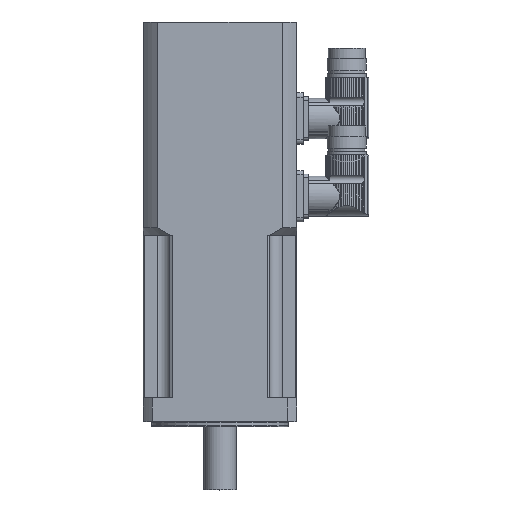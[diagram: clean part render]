
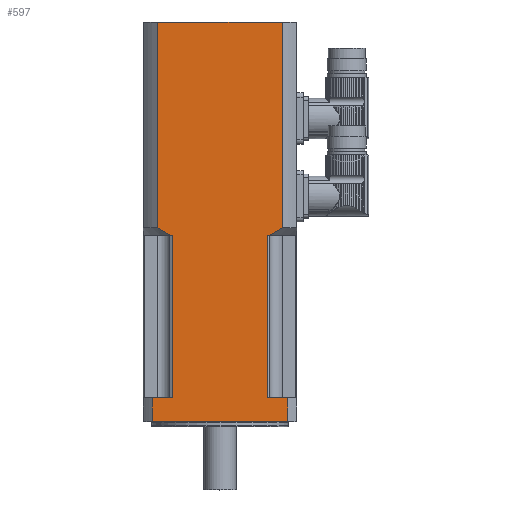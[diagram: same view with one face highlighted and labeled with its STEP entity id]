
A CAD part, top view. The second image highlights one B-rep face of the part: STEP entity #597.
In plain terms, the highlighted planar face has unit normal (0, 0, 1).
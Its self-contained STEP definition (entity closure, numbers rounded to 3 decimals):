
#597=ADVANCED_FACE('',(#907),#847,.T.);
#847=PLANE('',#4588);
#907=FACE_OUTER_BOUND('',#1141,.T.);
#1141=EDGE_LOOP('',(#1633,#1634,#1635,#1636,#1637,#1638,#1639,#1640,#1641,
#1642,#1643,#1644,#1645,#1646));
#1433=B_SPLINE_CURVE_WITH_KNOTS('',3,(#6489,#6490,#6491,#6492),.UNSPECIFIED.,
.F.,.F.,(4,4),(0.,1.),.UNSPECIFIED.);
#1434=B_SPLINE_CURVE_WITH_KNOTS('',3,(#6512,#6513,#6514,#6515),.UNSPECIFIED.,
.F.,.F.,(4,4),(0.,1.),.UNSPECIFIED.);
#1633=ORIENTED_EDGE('',*,*,#3423,.T.);
#1634=ORIENTED_EDGE('',*,*,#3424,.T.);
#1635=ORIENTED_EDGE('',*,*,#3425,.T.);
#1636=ORIENTED_EDGE('',*,*,#3426,.F.);
#1637=ORIENTED_EDGE('',*,*,#3427,.T.);
#1638=ORIENTED_EDGE('',*,*,#3428,.F.);
#1639=ORIENTED_EDGE('',*,*,#3429,.F.);
#1640=ORIENTED_EDGE('',*,*,#3430,.F.);
#1641=ORIENTED_EDGE('',*,*,#3431,.T.);
#1642=ORIENTED_EDGE('',*,*,#3432,.F.);
#1643=ORIENTED_EDGE('',*,*,#3433,.T.);
#1644=ORIENTED_EDGE('',*,*,#3434,.T.);
#1645=ORIENTED_EDGE('',*,*,#3435,.T.);
#1646=ORIENTED_EDGE('',*,*,#3436,.F.);
#2967=VERTEX_POINT('',#6487);
#2968=VERTEX_POINT('',#6488);
#2969=VERTEX_POINT('',#6493);
#2970=VERTEX_POINT('',#6495);
#2971=VERTEX_POINT('',#6497);
#2972=VERTEX_POINT('',#6499);
#2973=VERTEX_POINT('',#6501);
#2974=VERTEX_POINT('',#6503);
#2975=VERTEX_POINT('',#6505);
#2976=VERTEX_POINT('',#6507);
#2977=VERTEX_POINT('',#6509);
#2978=VERTEX_POINT('',#6511);
#2979=VERTEX_POINT('',#6516);
#2980=VERTEX_POINT('',#6518);
#3423=EDGE_CURVE('',#2967,#2968,#4076,.T.);
#3424=EDGE_CURVE('',#2968,#2969,#1433,.T.);
#3425=EDGE_CURVE('',#2969,#2970,#4077,.T.);
#3426=EDGE_CURVE('',#2971,#2970,#4078,.T.);
#3427=EDGE_CURVE('',#2971,#2972,#4079,.T.);
#3428=EDGE_CURVE('',#2973,#2972,#4080,.T.);
#3429=EDGE_CURVE('',#2974,#2973,#4081,.T.);
#3430=EDGE_CURVE('',#2975,#2974,#4082,.T.);
#3431=EDGE_CURVE('',#2975,#2976,#4083,.T.);
#3432=EDGE_CURVE('',#2977,#2976,#4084,.T.);
#3433=EDGE_CURVE('',#2977,#2978,#4085,.T.);
#3434=EDGE_CURVE('',#2978,#2979,#1434,.T.);
#3435=EDGE_CURVE('',#2979,#2980,#4086,.T.);
#3436=EDGE_CURVE('',#2967,#2980,#4087,.T.);
#4076=LINE('',#6486,#4348);
#4077=LINE('',#6494,#4349);
#4078=LINE('',#6496,#4350);
#4079=LINE('',#6498,#4351);
#4080=LINE('',#6500,#4352);
#4081=LINE('',#6502,#4353);
#4082=LINE('',#6504,#4354);
#4083=LINE('',#6506,#4355);
#4084=LINE('',#6508,#4356);
#4085=LINE('',#6510,#4357);
#4086=LINE('',#6517,#4358);
#4087=LINE('',#6519,#4359);
#4348=VECTOR('',#5144,1.);
#4349=VECTOR('',#5145,1.);
#4350=VECTOR('',#5146,1.);
#4351=VECTOR('',#5147,1.);
#4352=VECTOR('',#5148,1.);
#4353=VECTOR('',#5149,1.);
#4354=VECTOR('',#5150,1.);
#4355=VECTOR('',#5151,1.);
#4356=VECTOR('',#5152,1.);
#4357=VECTOR('',#5153,1.);
#4358=VECTOR('',#5154,1.);
#4359=VECTOR('',#5155,1.);
#4588=AXIS2_PLACEMENT_3D('',#6520,#5156,#5157);
#5144=DIRECTION('',(0.,-1.,0.));
#5145=DIRECTION('',(1.,0.,0.));
#5146=DIRECTION('',(0.,1.,0.));
#5147=DIRECTION('',(-1.,0.,0.));
#5148=DIRECTION('',(0.,1.,0.));
#5149=DIRECTION('',(-1.,0.,0.));
#5150=DIRECTION('',(0.,-1.,0.));
#5151=DIRECTION('',(-1.,0.,0.));
#5152=DIRECTION('',(0.,-1.,0.));
#5153=DIRECTION('',(1.,0.,0.));
#5154=DIRECTION('',(0.,1.,0.));
#5155=DIRECTION('',(1.,0.,0.));
#5156=DIRECTION('',(0.,0.,1.));
#5157=DIRECTION('',(1.,0.,0.));
#6486=CARTESIAN_POINT('',(-26.592,106.,55.));
#6487=CARTESIAN_POINT('',(-26.592,233.5,55.));
#6488=CARTESIAN_POINT('',(-26.592,113.,55.));
#6489=CARTESIAN_POINT('',(-26.592,113.,55.));
#6490=CARTESIAN_POINT('',(-24.087,111.42,55.));
#6491=CARTESIAN_POINT('',(-21.541,109.909,55.));
#6492=CARTESIAN_POINT('',(-18.935,108.5,55.));
#6493=CARTESIAN_POINT('',(-18.935,108.5,55.));
#6494=CARTESIAN_POINT('',(-35.,108.5,55.));
#6495=CARTESIAN_POINT('',(-18.,108.5,55.));
#6496=CARTESIAN_POINT('',(-18.,108.5,55.));
#6497=CARTESIAN_POINT('',(-18.,13.5,55.));
#6498=CARTESIAN_POINT('',(10.,13.5,55.));
#6499=CARTESIAN_POINT('',(-29.686,13.5,55.));
#6500=CARTESIAN_POINT('',(-29.686,-0.5,55.));
#6501=CARTESIAN_POINT('',(-29.686,-0.5,55.));
#6502=CARTESIAN_POINT('',(10.,-0.5,55.));
#6503=CARTESIAN_POINT('',(49.686,-0.5,55.));
#6504=CARTESIAN_POINT('',(49.686,-0.5,55.));
#6505=CARTESIAN_POINT('',(49.686,13.5,55.));
#6506=CARTESIAN_POINT('',(10.,13.5,55.));
#6507=CARTESIAN_POINT('',(38.,13.5,55.));
#6508=CARTESIAN_POINT('',(38.,108.5,55.));
#6509=CARTESIAN_POINT('',(38.,108.5,55.));
#6510=CARTESIAN_POINT('',(-35.,108.5,55.));
#6511=CARTESIAN_POINT('',(38.935,108.5,55.));
#6512=CARTESIAN_POINT('',(38.935,108.5,55.));
#6513=CARTESIAN_POINT('',(41.541,109.909,55.));
#6514=CARTESIAN_POINT('',(44.087,111.42,55.));
#6515=CARTESIAN_POINT('',(46.592,113.,55.));
#6516=CARTESIAN_POINT('',(46.592,113.,55.));
#6517=CARTESIAN_POINT('',(46.592,106.,55.));
#6518=CARTESIAN_POINT('',(46.592,233.5,55.));
#6519=CARTESIAN_POINT('',(-35.,233.5,55.));
#6520=CARTESIAN_POINT('',(10.,54.,55.));
